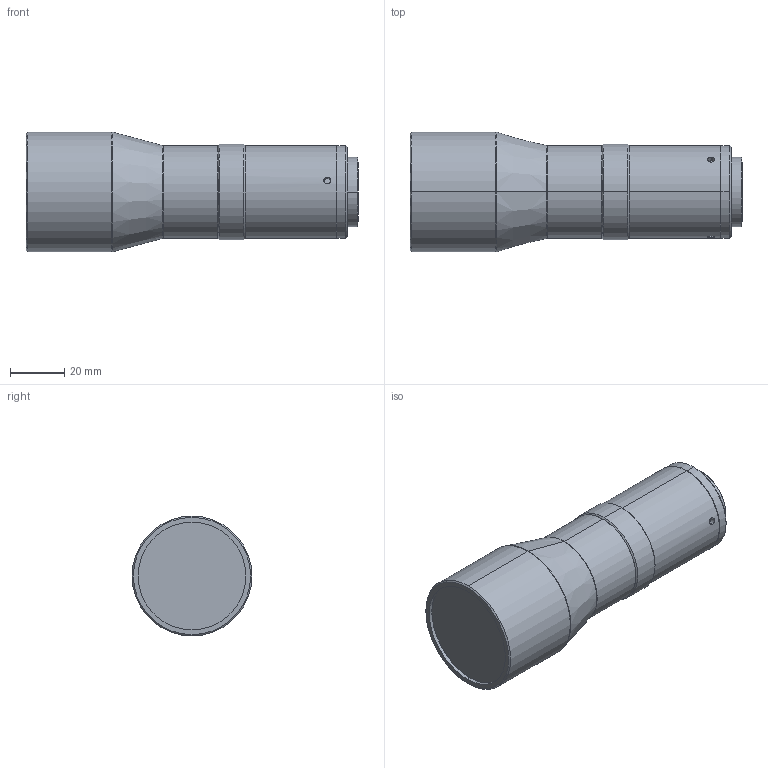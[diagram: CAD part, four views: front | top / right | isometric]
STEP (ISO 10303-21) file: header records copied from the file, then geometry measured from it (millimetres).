
FILE_DESCRIPTION (( 'STEP AP203' ), '1' );
FILE_NAME ('DTCM230-26.STEP', '2018-03-19T01:22:13', ( '' ), ( '' ), 'SwSTEP 2.0', 'SolidWorks 2012', '' );
FILE_SCHEMA (( 'CONFIG_CONTROL_DESIGN' ));
Length unit declared in the file: millimetre
Products named in the file (1): DTCM230-26
Bounding box: 121.86 x 44 x 44 mm (x, y, z)
Volume: 132409.2 mm3; surface area: 17145.8 mm2
Topology: 1 solids, 1 shells, 60 faces, 124 edges, 76 vertices
Faces by surface type: cylinder 24, cone 23, plane 9, bspline 4
Entity records: 1929 total; most frequent: CARTESIAN_POINT 573, DIRECTION 286, ORIENTED_EDGE 248, EDGE_CURVE 124, AXIS2_PLACEMENT_3D 121, VERTEX_POINT 76, EDGE_LOOP 70, CIRCLE 64
